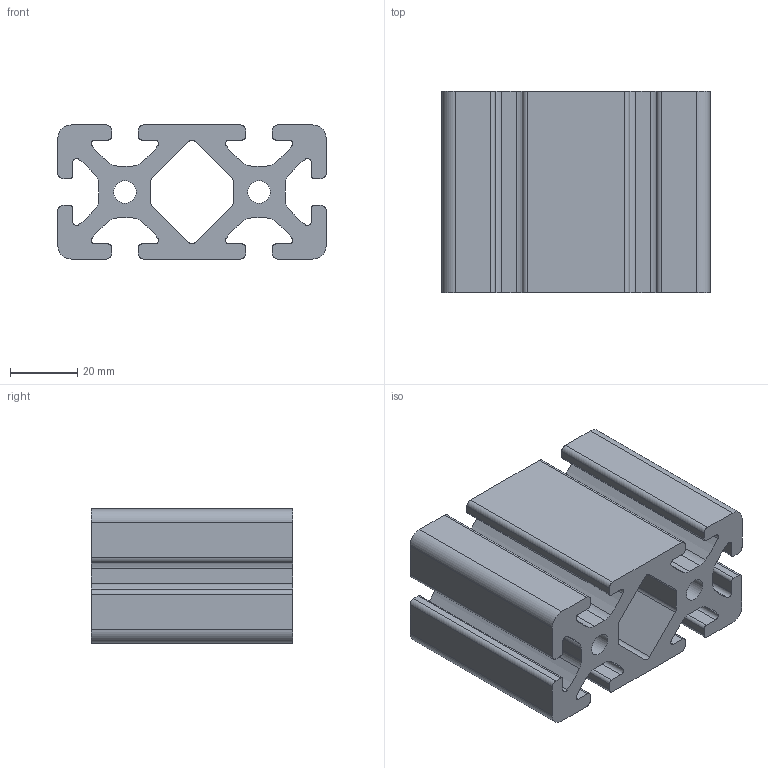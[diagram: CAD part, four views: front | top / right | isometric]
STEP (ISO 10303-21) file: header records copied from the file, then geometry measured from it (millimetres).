
FILE_DESCRIPTION(/* description */ (''),/* implementation_level */ '2;1');
FILE_NAME(/* name */ 'Profil 8 80x40 S.step',/* time_stamp */ '2023-11-16T09:44:34+01:00',/* author */ (''),/* organization */ (''),/* preprocessor_version */ 'ST-DEVELOPER v20',/* originating_system */ 'Autodesk Translation Framework v12.14.0.127',/* authorisation */ '');
FILE_SCHEMA (('AUTOMOTIVE_DESIGN { 1 0 10303 214 3 1 1 }'));
Length unit declared in the file: millimetre
Products named in the file (1): Profil 8 80x40 S
Bounding box: 80 x 60 x 40 mm (x, y, z)
Volume: 101744.9 mm3; surface area: 38530 mm2
Topology: 1 solids, 1 shells, 120 faces, 354 edges, 236 vertices
Faces by surface type: cylinder 72, plane 48
Full cylindrical faces by diameter (mm): 6.8 x2
Entity records: 4114 total; most frequent: DIRECTION 740, CARTESIAN_POINT 711, ORIENTED_EDGE 708, EDGE_CURVE 354, AXIS2_PLACEMENT_3D 265, VERTEX_POINT 236, LINE 210, VECTOR 210
